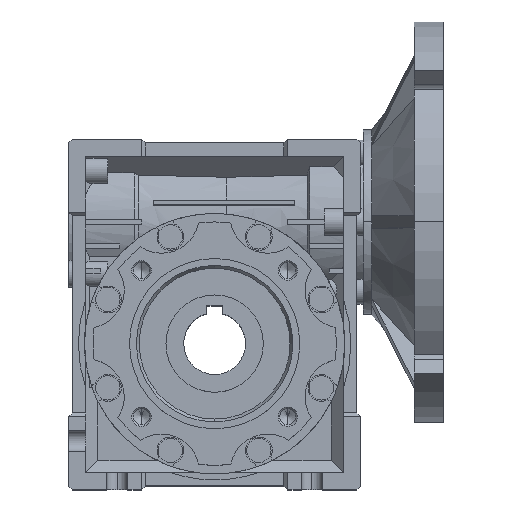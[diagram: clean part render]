
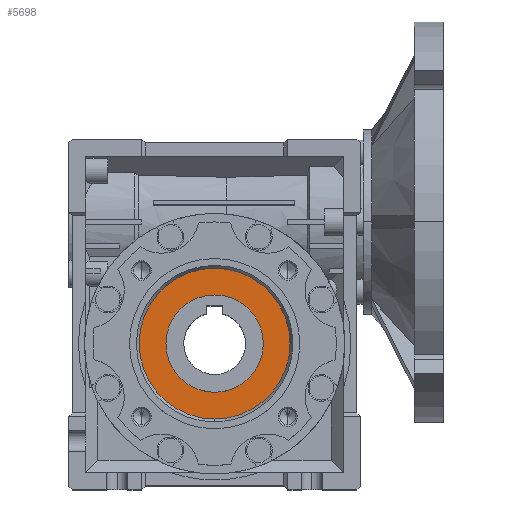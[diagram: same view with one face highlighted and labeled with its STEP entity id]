
A CAD part, top view. The second image highlights one B-rep face of the part: STEP entity #5698.
In plain terms, the highlighted planar face has unit normal (0, 0, 1).
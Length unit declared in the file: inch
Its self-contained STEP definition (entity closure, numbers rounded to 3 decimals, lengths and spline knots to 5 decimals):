
#159 = CIRCLE ( 'NONE', #30044, 1.22047 ) ;
#1310 = AXIS2_PLACEMENT_3D ( 'NONE', #16200, #4553, #16519 ) ;
#1717 = EDGE_CURVE ( 'NONE', #6191, #3289, #11094, .T. ) ;
#1989 = EDGE_CURVE ( 'NONE', #20948, #19670, #12578, .T. ) ;
#3021 = DIRECTION ( 'NONE',  ( 0., 1., 0. ) ) ;
#3182 = DIRECTION ( 'NONE',  ( 0., 0., 1. ) ) ;
#3289 = VERTEX_POINT ( 'NONE', #29642 ) ;
#3740 = DIRECTION ( 'NONE',  ( 0., 0., 1. ) ) ;
#4553 = DIRECTION ( 'NONE',  ( 0., 0., -1. ) ) ;
#5698 = ADVANCED_FACE ( 'NONE', ( #27211, #26761 ), #13097, .T. ) ;
#5924 = ORIENTED_EDGE ( 'NONE', *, *, #1717, .T. ) ;
#6191 = VERTEX_POINT ( 'NONE', #29650 ) ;
#8365 = CARTESIAN_POINT ( 'NONE',  ( 0., 0., 1.73228 ) ) ;
#11040 = ORIENTED_EDGE ( 'NONE', *, *, #22385, .T. ) ;
#11094 = CIRCLE ( 'NONE', #27768, 1.22047 ) ;
#11589 = ORIENTED_EDGE ( 'NONE', *, *, #18090, .T. ) ;
#12578 = CIRCLE ( 'NONE', #13554, 0.7874 ) ;
#12594 = DIRECTION ( 'NONE',  ( 0., 1., 0. ) ) ;
#12949 = CARTESIAN_POINT ( 'NONE',  ( -1.22047, 0., 1.73228 ) ) ;
#13097 = PLANE ( 'NONE',  #19478 ) ;
#13554 = AXIS2_PLACEMENT_3D ( 'NONE', #21648, #19635, #12594 ) ;
#16200 = CARTESIAN_POINT ( 'NONE',  ( 0., 0., 1.73228 ) ) ;
#16519 = DIRECTION ( 'NONE',  ( 0., 1., 0. ) ) ;
#17130 = EDGE_LOOP ( 'NONE', ( #5924, #11589 ) ) ;
#18090 = EDGE_CURVE ( 'NONE', #3289, #6191, #159, .T. ) ;
#18466 = CIRCLE ( 'NONE', #1310, 0.7874 ) ;
#19478 = AXIS2_PLACEMENT_3D ( 'NONE', #12949, #3740, #22445 ) ;
#19547 = CARTESIAN_POINT ( 'NONE',  ( 0., 0.7874, 1.73228 ) ) ;
#19635 = DIRECTION ( 'NONE',  ( 0., 0., -1. ) ) ;
#19670 = VERTEX_POINT ( 'NONE', #19547 ) ;
#19922 = ORIENTED_EDGE ( 'NONE', *, *, #1989, .T. ) ;
#20164 = DIRECTION ( 'NONE',  ( 0., 0., 1. ) ) ;
#20948 = VERTEX_POINT ( 'NONE', #28535 ) ;
#21648 = CARTESIAN_POINT ( 'NONE',  ( 0., 0., 1.73228 ) ) ;
#22184 = CARTESIAN_POINT ( 'NONE',  ( 0., 0., 1.73228 ) ) ;
#22385 = EDGE_CURVE ( 'NONE', #19670, #20948, #18466, .T. ) ;
#22445 = DIRECTION ( 'NONE',  ( 0., 1., 0. ) ) ;
#26761 = FACE_OUTER_BOUND ( 'NONE', #17130, .T. ) ;
#27152 = EDGE_LOOP ( 'NONE', ( #11040, #19922 ) ) ;
#27211 = FACE_BOUND ( 'NONE', #27152, .T. ) ;
#27768 = AXIS2_PLACEMENT_3D ( 'NONE', #8365, #20164, #29554 ) ;
#28535 = CARTESIAN_POINT ( 'NONE',  ( 0., -0.7874, 1.73228 ) ) ;
#29554 = DIRECTION ( 'NONE',  ( 0., 1., 0. ) ) ;
#29642 = CARTESIAN_POINT ( 'NONE',  ( 0., -1.22047, 1.73228 ) ) ;
#29650 = CARTESIAN_POINT ( 'NONE',  ( 0., 1.22047, 1.73228 ) ) ;
#30044 = AXIS2_PLACEMENT_3D ( 'NONE', #22184, #3182, #3021 ) ;
